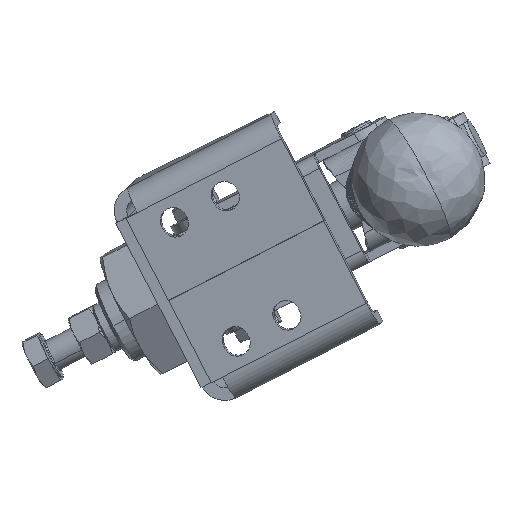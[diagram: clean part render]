
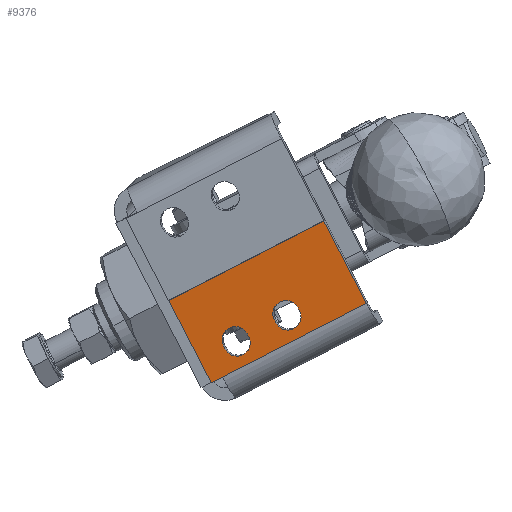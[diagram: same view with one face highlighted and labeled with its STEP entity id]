
A CAD part, isometric view. The second image highlights one B-rep face of the part: STEP entity #9376.
In plain terms, the highlighted planar face has unit normal (-0.667, -0.545, 0.508).
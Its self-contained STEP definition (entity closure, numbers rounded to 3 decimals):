
#3235=CARTESIAN_POINT('',(17.704,-4.806,6.61));
#3236=VERTEX_POINT('',#3235);
#3245=CARTESIAN_POINT('',(14.498,-5.491,1.658));
#3246=VERTEX_POINT('',#3245);
#3247=CARTESIAN_POINT('',(17.624,-7.615,3.489));
#3248=DIRECTION('',(0.667,0.545,-0.508));
#3249=DIRECTION('',(0.019,0.669,0.743));
#3250=AXIS2_PLACEMENT_3D('',#3247,#3248,#3249);
#3251=CIRCLE('',#3250,4.2);
#3252=EDGE_CURVE('',#3246,#3236,#3251,.T.);
#3277=CARTESIAN_POINT('',(17.525,-11.093,-0.376));
#3278=VERTEX_POINT('',#3277);
#3287=CARTESIAN_POINT('',(20.732,-10.408,4.577));
#3288=VERTEX_POINT('',#3287);
#3289=CARTESIAN_POINT('',(17.605,-8.284,2.746));
#3290=DIRECTION('',(0.667,0.545,-0.508));
#3291=DIRECTION('',(-0.019,-0.669,-0.743));
#3292=AXIS2_PLACEMENT_3D('',#3289,#3290,#3291);
#3293=CIRCLE('',#3292,4.2);
#3294=EDGE_CURVE('',#3288,#3278,#3293,.T.);
#3403=CARTESIAN_POINT('',(31.104,-13.909,14.458));
#3404=VERTEX_POINT('',#3403);
#3413=CARTESIAN_POINT('',(27.897,-14.594,9.505));
#3414=VERTEX_POINT('',#3413);
#3415=CARTESIAN_POINT('',(31.024,-16.718,11.336));
#3416=DIRECTION('',(0.667,0.545,-0.508));
#3417=DIRECTION('',(0.019,0.669,0.743));
#3418=AXIS2_PLACEMENT_3D('',#3415,#3416,#3417);
#3419=CIRCLE('',#3418,4.2);
#3420=EDGE_CURVE('',#3414,#3404,#3419,.T.);
#3445=CARTESIAN_POINT('',(30.924,-20.196,7.472));
#3446=VERTEX_POINT('',#3445);
#3455=CARTESIAN_POINT('',(34.131,-19.511,12.424));
#3456=VERTEX_POINT('',#3455);
#3457=CARTESIAN_POINT('',(31.005,-17.387,10.593));
#3458=DIRECTION('',(0.667,0.545,-0.508));
#3459=DIRECTION('',(-0.019,-0.669,-0.743));
#3460=AXIS2_PLACEMENT_3D('',#3457,#3458,#3459);
#3461=CIRCLE('',#3460,4.2);
#3462=EDGE_CURVE('',#3456,#3446,#3461,.T.);
#8783=CARTESIAN_POINT('',(34.15,-18.842,13.168));
#8784=VERTEX_POINT('',#8783);
#8785=CARTESIAN_POINT('',(34.15,-18.842,13.168));
#8786=DIRECTION('',(-0.019,-0.669,-0.743));
#8787=VECTOR('',#8786,1.);
#8788=LINE('',#8785,#8787);
#8789=EDGE_CURVE('',#8784,#3456,#8788,.T.);
#8824=CARTESIAN_POINT('',(27.878,-15.263,8.762));
#8825=VERTEX_POINT('',#8824);
#8832=CARTESIAN_POINT('',(31.005,-17.387,10.593));
#8833=DIRECTION('',(0.667,0.545,-0.508));
#8834=DIRECTION('',(-0.019,-0.669,-0.743));
#8835=AXIS2_PLACEMENT_3D('',#8832,#8833,#8834);
#8836=CIRCLE('',#8835,4.2);
#8837=EDGE_CURVE('',#3446,#8825,#8836,.T.);
#8847=CARTESIAN_POINT('',(27.878,-15.263,8.762));
#8848=DIRECTION('',(0.019,0.669,0.743));
#8849=VECTOR('',#8848,1.);
#8850=LINE('',#8847,#8849);
#8851=EDGE_CURVE('',#8825,#3414,#8850,.T.);
#8878=CARTESIAN_POINT('',(31.024,-16.718,11.336));
#8879=DIRECTION('',(0.667,0.545,-0.508));
#8880=DIRECTION('',(0.019,0.669,0.743));
#8881=AXIS2_PLACEMENT_3D('',#8878,#8879,#8880);
#8882=CIRCLE('',#8881,4.2);
#8883=EDGE_CURVE('',#3404,#8784,#8882,.T.);
#9003=CARTESIAN_POINT('',(20.751,-9.739,5.32));
#9004=VERTEX_POINT('',#9003);
#9005=CARTESIAN_POINT('',(20.751,-9.739,5.32));
#9006=DIRECTION('',(-0.019,-0.669,-0.743));
#9007=VECTOR('',#9006,1.);
#9008=LINE('',#9005,#9007);
#9009=EDGE_CURVE('',#9004,#3288,#9008,.T.);
#9044=CARTESIAN_POINT('',(14.478,-6.16,0.914));
#9045=VERTEX_POINT('',#9044);
#9052=CARTESIAN_POINT('',(17.605,-8.284,2.746));
#9053=DIRECTION('',(0.667,0.545,-0.508));
#9054=DIRECTION('',(-0.019,-0.669,-0.743));
#9055=AXIS2_PLACEMENT_3D('',#9052,#9053,#9054);
#9056=CIRCLE('',#9055,4.2);
#9057=EDGE_CURVE('',#3278,#9045,#9056,.T.);
#9067=CARTESIAN_POINT('',(14.478,-6.16,0.914));
#9068=DIRECTION('',(0.019,0.669,0.743));
#9069=VECTOR('',#9068,1.);
#9070=LINE('',#9067,#9069);
#9071=EDGE_CURVE('',#9045,#3246,#9070,.T.);
#9098=CARTESIAN_POINT('',(17.624,-7.615,3.489));
#9099=DIRECTION('',(0.667,0.545,-0.508));
#9100=DIRECTION('',(0.019,0.669,0.743));
#9101=AXIS2_PLACEMENT_3D('',#9098,#9099,#9100);
#9102=CIRCLE('',#9101,4.2);
#9103=EDGE_CURVE('',#3236,#9004,#9102,.T.);
#9123=CARTESIAN_POINT('',(7.784,-6.726,-8.496));
#9124=VERTEX_POINT('',#9123);
#9131=CARTESIAN_POINT('',(8.337,12.637,13.019));
#9132=VERTEX_POINT('',#9131);
#9133=CARTESIAN_POINT('',(8.337,12.637,13.019));
#9134=DIRECTION('',(-0.019,-0.669,-0.743));
#9135=VECTOR('',#9134,28.95);
#9136=LINE('',#9133,#9135);
#9137=EDGE_CURVE('',#9132,#9124,#9136,.T.);
#9288=CARTESIAN_POINT('',(10.762,-8.749,-6.752));
#9289=VERTEX_POINT('',#9288);
#9296=CARTESIAN_POINT('',(7.784,-6.726,-8.496));
#9297=DIRECTION('',(0.744,-0.506,0.436));
#9298=VECTOR('',#9297,4.);
#9299=LINE('',#9296,#9298);
#9300=EDGE_CURVE('',#9124,#9289,#9299,.T.);
#9329=CARTESIAN_POINT('',(48.575,-39.891,9.538));
#9330=DIRECTION('',(-0.667,-0.545,0.508));
#9331=DIRECTION('',(0.744,-0.506,0.436));
#9332=AXIS2_PLACEMENT_3D('',#9329,#9330,#9331);
#9333=PLANE('',#9332);
#9334=ORIENTED_EDGE('',*,*,#9137,.T.);
#9335=ORIENTED_EDGE('',*,*,#9300,.T.);
#9336=CARTESIAN_POINT('',(48.727,-34.54,15.483));
#9337=VERTEX_POINT('',#9336);
#9338=CARTESIAN_POINT('',(10.762,-8.749,-6.752));
#9339=DIRECTION('',(0.744,-0.506,0.436));
#9340=VECTOR('',#9339,51.);
#9341=LINE('',#9338,#9340);
#9342=EDGE_CURVE('',#9289,#9337,#9341,.T.);
#9343=ORIENTED_EDGE('',*,*,#9342,.T.);
#9344=CARTESIAN_POINT('',(49.281,-15.178,36.998));
#9345=VERTEX_POINT('',#9344);
#9346=CARTESIAN_POINT('',(49.281,-15.178,36.998));
#9347=DIRECTION('',(-0.019,-0.669,-0.743));
#9348=VECTOR('',#9347,28.95);
#9349=LINE('',#9346,#9348);
#9350=EDGE_CURVE('',#9345,#9337,#9349,.T.);
#9351=ORIENTED_EDGE('',*,*,#9350,.F.);
#9352=CARTESIAN_POINT('',(49.281,-15.178,36.998));
#9353=DIRECTION('',(-0.744,0.506,-0.436));
#9354=VECTOR('',#9353,55.);
#9355=LINE('',#9352,#9354);
#9356=EDGE_CURVE('',#9345,#9132,#9355,.T.);
#9357=ORIENTED_EDGE('',*,*,#9356,.T.);
#9358=EDGE_LOOP('',(#9334,#9335,#9343,#9351,#9357));
#9359=FACE_OUTER_BOUND('',#9358,.T.);
#9360=ORIENTED_EDGE('',*,*,#8789,.T.);
#9361=ORIENTED_EDGE('',*,*,#3462,.T.);
#9362=ORIENTED_EDGE('',*,*,#8837,.T.);
#9363=ORIENTED_EDGE('',*,*,#8851,.T.);
#9364=ORIENTED_EDGE('',*,*,#3420,.T.);
#9365=ORIENTED_EDGE('',*,*,#8883,.T.);
#9366=EDGE_LOOP('',(#9360,#9361,#9362,#9363,#9364,#9365));
#9367=FACE_BOUND('',#9366,.T.);
#9368=ORIENTED_EDGE('',*,*,#9009,.T.);
#9369=ORIENTED_EDGE('',*,*,#3294,.T.);
#9370=ORIENTED_EDGE('',*,*,#9057,.T.);
#9371=ORIENTED_EDGE('',*,*,#9071,.T.);
#9372=ORIENTED_EDGE('',*,*,#3252,.T.);
#9373=ORIENTED_EDGE('',*,*,#9103,.T.);
#9374=EDGE_LOOP('',(#9368,#9369,#9370,#9371,#9372,#9373));
#9375=FACE_BOUND('',#9374,.T.);
#9376=ADVANCED_FACE('',(#9359,#9367,#9375),#9333,.T.);
